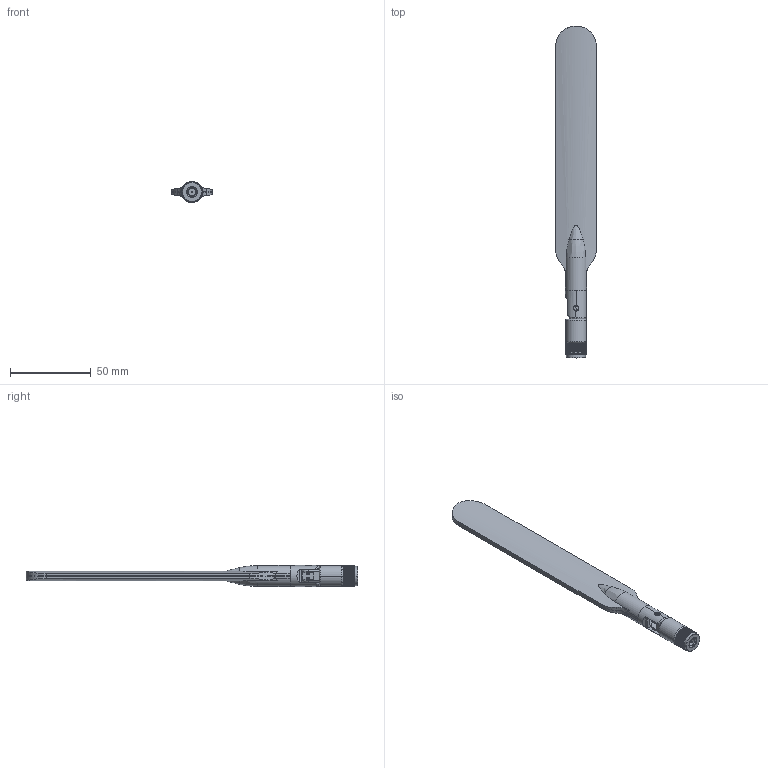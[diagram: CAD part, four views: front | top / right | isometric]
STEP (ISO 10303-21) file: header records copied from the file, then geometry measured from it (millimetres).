
FILE_DESCRIPTION(/* description */ (''),/* implementation_level */ '2;1');
FILE_NAME(/* name */ '3d_CX05.stp',/* time_stamp */ '2024-08-28T13:47:22+02:00',/* author */ (''),/* organization */ (''),/* preprocessor_version */ 'ST-DEVELOPER v16.7',/* originating_system */ 'SIEMENS PLM Software NX 12.0',/* authorisation */ '');
FILE_SCHEMA (('AUTOMOTIVE_DESIGN { 1 0 10303 214 3 1 1 1 }'));
Length unit declared in the file: millimetre
Products named in the file (1): Rugg6F840250wziz
Bounding box: 25 x 205.43 x 13 mm (x, y, z)
Volume: 15221.2 mm3; surface area: 22639.2 mm2
Topology: 7 solids, 7 shells, 547 faces, 1494 edges, 975 vertices
Faces by surface type: cylinder 316, plane 170, cone 22, bspline 20, torus 15, sphere 4
Entity records: 20860 total; most frequent: CARTESIAN_POINT 7883, ORIENTED_EDGE 2984, DIRECTION 2293, EDGE_CURVE 1492, VERTEX_POINT 974, AXIS2_PLACEMENT_3D 873, B_SPLINE_CURVE_WITH_KNOTS 592, EDGE_LOOP 574
